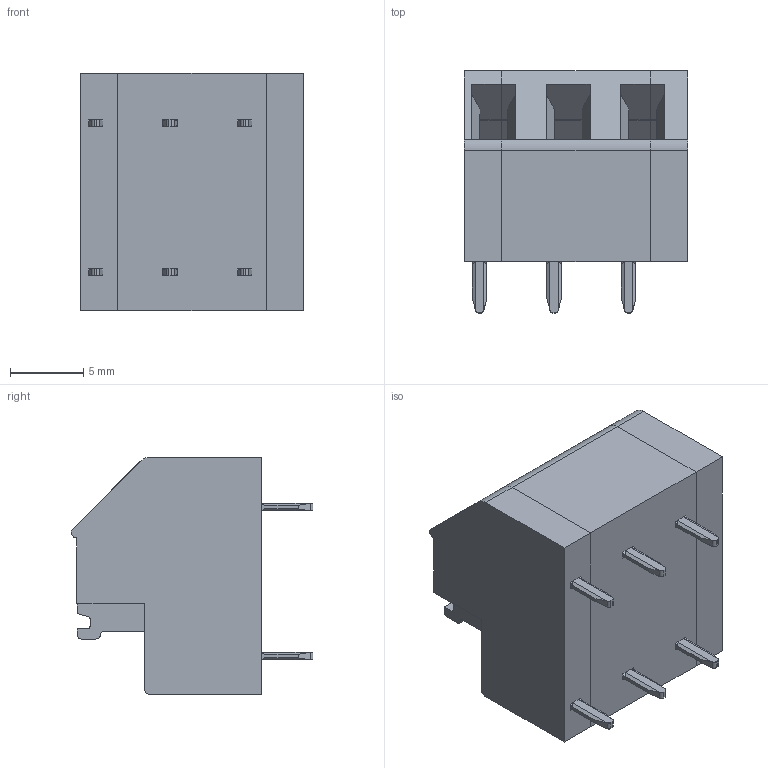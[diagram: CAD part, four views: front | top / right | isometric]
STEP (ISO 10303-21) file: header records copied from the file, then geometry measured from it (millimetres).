
FILE_DESCRIPTION( ( 'Unknown' ), '1' );
FILE_NAME( '691415520003.stp', 'Unknown', ( 'Unknown' ), ( 'Unknown' ), 'PSStep 18.0.17', 'Unknown', ' ' );
FILE_SCHEMA( ( 'AUTOMOTIVE_DESIGN { 1 0 10303 214 1 1 1 1 }' ) );
Length unit declared in the file: millimetre
Products named in the file (4): Assem1; CTL5.08_SX; CTL5.08_DX; 691415520003
Assembly tree (3 placements, depth 2):
  Assem1
    CTL5.08_SX
    CTL5.08_DX
    691415520003
Bounding box: 15.24 x 16.5 x 16.2 mm (x, y, z)
Volume: 2337.1 mm3; surface area: 2314.4 mm2
Topology: 3 solids, 3 shells, 344 faces, 948 edges, 618 vertices
Faces by surface type: plane 273, cylinder 71
Entity records: 13800 total; most frequent: CARTESIAN_POINT 2094, ORIENTED_EDGE 1896, DIRECTION 1777, EDGE_CURVE 948, LINE 809, VECTOR 809, VERTEX_POINT 618, AXIS2_PLACEMENT_3D 484
